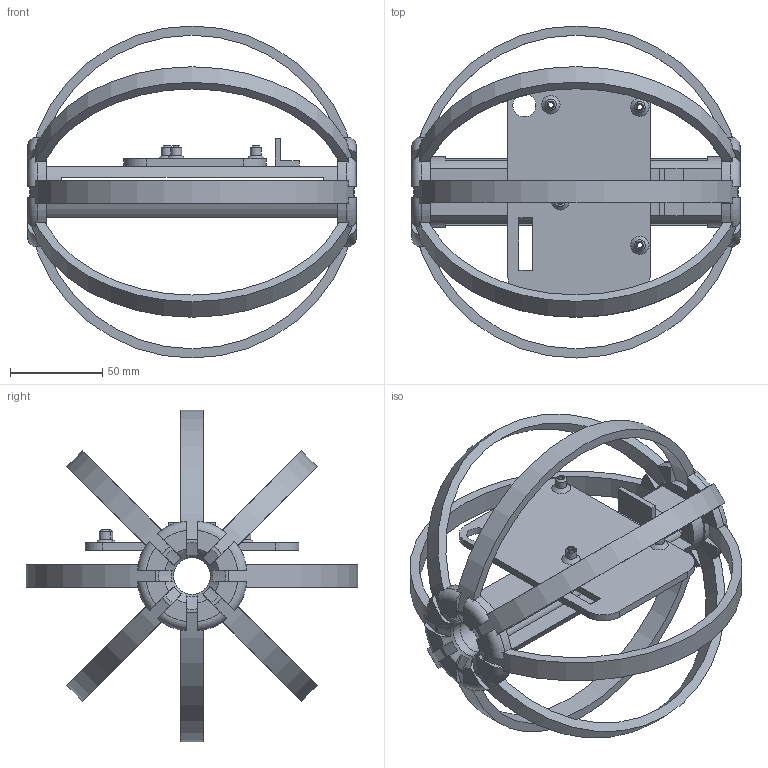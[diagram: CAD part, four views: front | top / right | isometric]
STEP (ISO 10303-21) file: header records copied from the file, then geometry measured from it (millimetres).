
FILE_DESCRIPTION(/* description */ (''),/* implementation_level */ '2;1');
FILE_NAME(/* name */ '5d01de9c-a4ab-4cd9-bd22-36064238e39d.stp',/* time_stamp */ '2018-09-11T18:52:20+00:00',/* author */ (''),/* organization */ (''),/* preprocessor_version */ 'ST-DEVELOPER v17.2',/* originating_system */ 'Autodesk Translation Framework v7.6.0.251',/* authorisation */ '');
FILE_SCHEMA (('AUTOMOTIVE_DESIGN { 1 0 10303 214 3 1 1 }'));
Length unit declared in the file: millimetre
Products named in the file (1): bloinky
Bounding box: 178 x 180 x 180 mm (x, y, z)
Volume: 241765.5 mm3; surface area: 129586.5 mm2
Topology: 13 solids, 13 shells, 304 faces, 853 edges, 576 vertices
Faces by surface type: plane 148, cylinder 114, cone 26, torus 16
Full cylindrical faces by diameter (mm): 2.8 x4, 6 x4, 12.5 x1, 20 x3
Entity records: 11035 total; most frequent: CARTESIAN_POINT 3412, ORIENTED_EDGE 1706, DIRECTION 1487, EDGE_CURVE 853, AXIS2_PLACEMENT_3D 585, VERTEX_POINT 576, EDGE_LOOP 327, LINE 317
